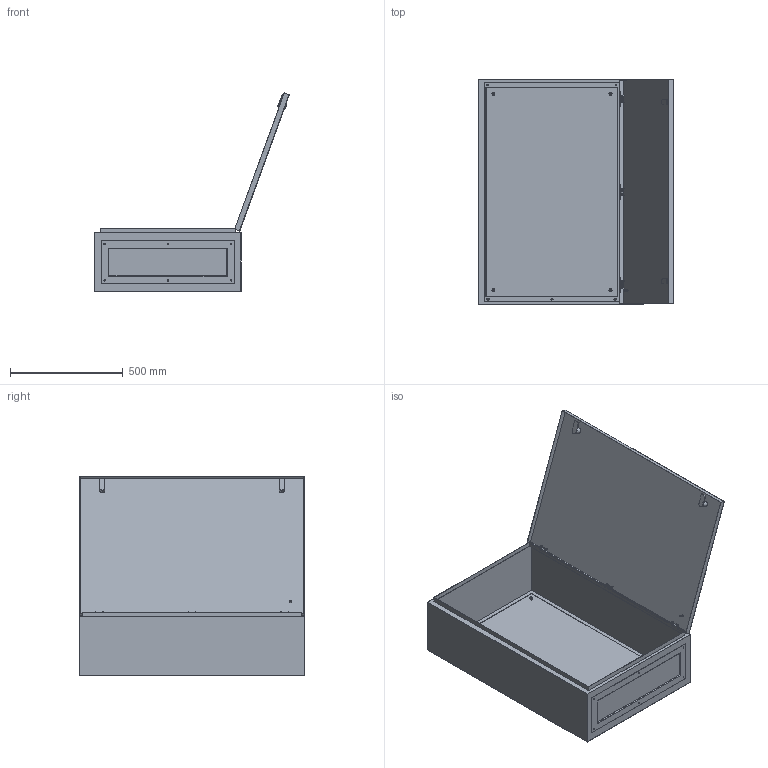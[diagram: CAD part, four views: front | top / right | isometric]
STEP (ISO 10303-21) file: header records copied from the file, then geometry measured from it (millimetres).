
FILE_DESCRIPTION (( 'STEP AP214' ), '1' );
FILE_NAME ('SHMP-5-3 LIGHT IP54.STEP', '2016-10-24T09:34:50', ( 'user' ), ( '' ), 'SwSTEP 2.0', 'SolidWorks 2014', '' );
FILE_SCHEMA (( 'AUTOMOTIVE_DESIGN' ));
Length unit declared in the file: millimetre
Products named in the file (7): Gaika_8; Gaika_6; Kryshka_1; Obolochka_SHMP_5; SHMP-5-3 LIGHT IP54; Dver_5; Mont.Panel_5
Assembly tree (14 placements, depth 2):
  SHMP-5-3 LIGHT IP54
    Obolochka_SHMP_5
    Mont.Panel_5
    Dver_5
    Kryshka_1
    Gaika_8  x4
    Gaika_6  x6
Bounding box: 863.85 x 1000 x 881.07 mm (x, y, z)
Volume: 3062538.1 mm3; surface area: 6055563.4 mm2
Topology: 23 solids, 23 shells, 391 faces, 929 edges, 610 vertices
Faces by surface type: plane 243, cylinder 120, cone 28
Entity records: 9502 total; most frequent: DIRECTION 1633, CARTESIAN_POINT 1547, ORIENTED_EDGE 1474, EDGE_CURVE 737, AXIS2_PLACEMENT_3D 568, VECTOR 497, LINE 497, VERTEX_POINT 482
